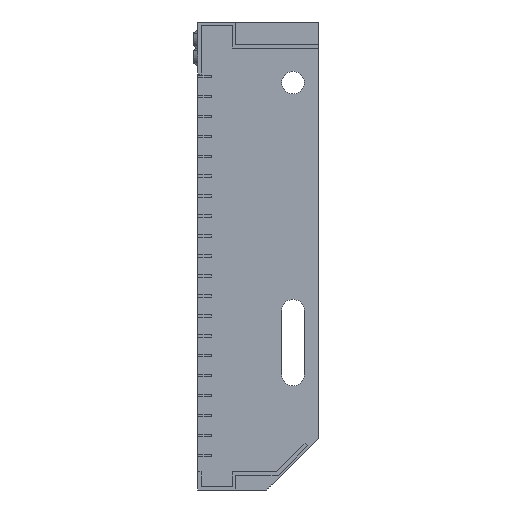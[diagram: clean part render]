
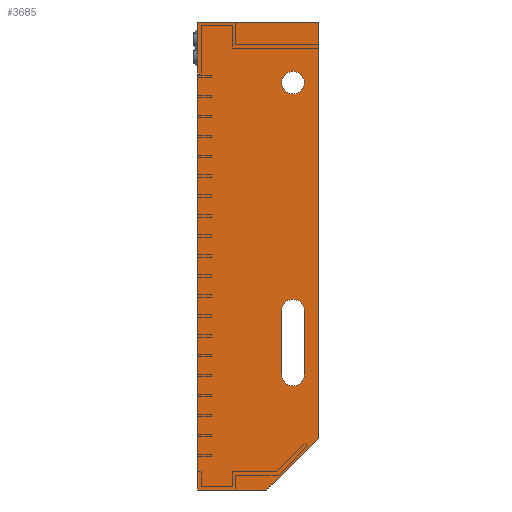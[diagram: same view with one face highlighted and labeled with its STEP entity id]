
A CAD part, left-side view. The second image highlights one B-rep face of the part: STEP entity #3685.
In plain terms, the highlighted planar face has unit normal (-1, 0, 0).
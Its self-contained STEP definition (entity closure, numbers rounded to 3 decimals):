
#236 = VERTEX_POINT ( 'NONE', #4506 ) ;
#772 = VECTOR ( 'NONE', #40700, 1000. ) ;
#933 = DIRECTION ( 'NONE',  ( 1., 0., 0. ) ) ;
#2342 = AXIS2_PLACEMENT_3D ( 'NONE', #23745, #33755, #27273 ) ;
#3182 = DIRECTION ( 'NONE',  ( 0., 0., 1. ) ) ;
#3276 = VECTOR ( 'NONE', #4753, 1000. ) ;
#3645 = CARTESIAN_POINT ( 'NONE',  ( -700., 15., -41.5 ) ) ;
#3685 = ADVANCED_FACE ( 'NONE', ( #35368, #33351, #24775 ), #16874, .F. ) ;
#3857 = CARTESIAN_POINT ( 'NONE',  ( -700., 0., 0. ) ) ;
#4506 = CARTESIAN_POINT ( 'NONE',  ( -700., 21.5, -166.5 ) ) ;
#4753 = DIRECTION ( 'NONE',  ( 0., 0., 1. ) ) ;
#4840 = EDGE_CURVE ( 'NONE', #12610, #14637, #18972, .T. ) ;
#5338 = EDGE_CURVE ( 'NONE', #12668, #28635, #25917, .T. ) ;
#5386 = CARTESIAN_POINT ( 'NONE',  ( -700., 30., -270. ) ) ;
#5659 = EDGE_CURVE ( 'NONE', #6497, #22108, #35463, .T. ) ;
#5819 = ORIENTED_EDGE ( 'NONE', *, *, #35174, .F. ) ;
#5867 = VECTOR ( 'NONE', #37097, 1000. ) ;
#6497 = VERTEX_POINT ( 'NONE', #3645 ) ;
#6750 = VERTEX_POINT ( 'NONE', #29843 ) ;
#6972 = VECTOR ( 'NONE', #15023, 1000. ) ;
#7053 = DIRECTION ( 'NONE',  ( 0., 0., 1. ) ) ;
#7549 = AXIS2_PLACEMENT_3D ( 'NONE', #28846, #28701, #19040 ) ;
#7889 = CARTESIAN_POINT ( 'NONE',  ( -700., 15., -210. ) ) ;
#7962 = ORIENTED_EDGE ( 'NONE', *, *, #39872, .T. ) ;
#8896 = AXIS2_PLACEMENT_3D ( 'NONE', #13259, #23072, #26174 ) ;
#10209 = DIRECTION ( 'NONE',  ( 0., 0., -1. ) ) ;
#10235 = LINE ( 'NONE', #21204, #772 ) ;
#10854 = CARTESIAN_POINT ( 'NONE',  ( -700., 70., -270. ) ) ;
#11297 = VERTEX_POINT ( 'NONE', #12700 ) ;
#11564 = ORIENTED_EDGE ( 'NONE', *, *, #22246, .F. ) ;
#11565 = ORIENTED_EDGE ( 'NONE', *, *, #23466, .F. ) ;
#11857 = EDGE_CURVE ( 'NONE', #236, #15202, #25233, .T. ) ;
#12610 = VERTEX_POINT ( 'NONE', #7889 ) ;
#12650 = LINE ( 'NONE', #13149, #26705 ) ;
#12668 = VERTEX_POINT ( 'NONE', #5386 ) ;
#12700 = CARTESIAN_POINT ( 'NONE',  ( -700., 0., 0. ) ) ;
#13149 = CARTESIAN_POINT ( 'NONE',  ( -700., 8.5, -166.5 ) ) ;
#13259 = CARTESIAN_POINT ( 'NONE',  ( -700., 15., -203.5 ) ) ;
#13695 = EDGE_CURVE ( 'NONE', #11297, #41570, #14470, .T. ) ;
#14027 = ORIENTED_EDGE ( 'NONE', *, *, #20429, .T. ) ;
#14273 = ORIENTED_EDGE ( 'NONE', *, *, #18540, .T. ) ;
#14470 = LINE ( 'NONE', #28243, #6972 ) ;
#14637 = VERTEX_POINT ( 'NONE', #29008 ) ;
#15023 = DIRECTION ( 'NONE',  ( 0., 0., -1. ) ) ;
#15108 = EDGE_LOOP ( 'NONE', ( #32110, #14027, #24674, #14273, #27240 ) ) ;
#15202 = VERTEX_POINT ( 'NONE', #28680 ) ;
#16461 = EDGE_LOOP ( 'NONE', ( #31771, #11564, #5819, #40533, #11565 ) ) ;
#16874 = PLANE ( 'NONE',  #29027 ) ;
#17896 = DIRECTION ( 'NONE',  ( 0., -1., 0. ) ) ;
#18540 = EDGE_CURVE ( 'NONE', #14637, #236, #36781, .T. ) ;
#18972 = CIRCLE ( 'NONE', #36580, 6.5 ) ;
#19040 = DIRECTION ( 'NONE',  ( 0., 0., -1. ) ) ;
#19681 = DIRECTION ( 'NONE',  ( 1., 0., 0. ) ) ;
#20243 = CARTESIAN_POINT ( 'NONE',  ( -700., 8.5, -203.5 ) ) ;
#20429 = EDGE_CURVE ( 'NONE', #36934, #12610, #36586, .T. ) ;
#21022 = DIRECTION ( 'NONE',  ( 0., 0., -1. ) ) ;
#21204 = CARTESIAN_POINT ( 'NONE',  ( -700., 30., -270. ) ) ;
#22108 = VERTEX_POINT ( 'NONE', #23218 ) ;
#22246 = EDGE_CURVE ( 'NONE', #6750, #11297, #29419, .T. ) ;
#22316 = ORIENTED_EDGE ( 'NONE', *, *, #5659, .T. ) ;
#22324 = LINE ( 'NONE', #26908, #3276 ) ;
#23072 = DIRECTION ( 'NONE',  ( 1., 0., 0. ) ) ;
#23218 = CARTESIAN_POINT ( 'NONE',  ( -700., 15., -28.5 ) ) ;
#23466 = EDGE_CURVE ( 'NONE', #41570, #12668, #10235, .T. ) ;
#23745 = CARTESIAN_POINT ( 'NONE',  ( -700., 15., -35. ) ) ;
#24225 = DIRECTION ( 'NONE',  ( 1., 0., 0. ) ) ;
#24674 = ORIENTED_EDGE ( 'NONE', *, *, #4840, .T. ) ;
#24775 = FACE_OUTER_BOUND ( 'NONE', #16461, .T. ) ;
#25228 = VECTOR ( 'NONE', #3182, 1000. ) ;
#25233 = CIRCLE ( 'NONE', #32832, 6.5 ) ;
#25917 = LINE ( 'NONE', #10854, #5867 ) ;
#26174 = DIRECTION ( 'NONE',  ( 0., 0., -1. ) ) ;
#26705 = VECTOR ( 'NONE', #10209, 1000. ) ;
#26908 = CARTESIAN_POINT ( 'NONE',  ( -700., 70., 0. ) ) ;
#27240 = ORIENTED_EDGE ( 'NONE', *, *, #11857, .T. ) ;
#27273 = DIRECTION ( 'NONE',  ( 0., 0., -1. ) ) ;
#28243 = CARTESIAN_POINT ( 'NONE',  ( -700., 0., -240. ) ) ;
#28554 = CARTESIAN_POINT ( 'NONE',  ( -700., 21.5, -203.5 ) ) ;
#28635 = VERTEX_POINT ( 'NONE', #35308 ) ;
#28680 = CARTESIAN_POINT ( 'NONE',  ( -700., 8.5, -166.5 ) ) ;
#28701 = DIRECTION ( 'NONE',  ( 1., 0., 0. ) ) ;
#28846 = CARTESIAN_POINT ( 'NONE',  ( -700., 15., -35. ) ) ;
#29008 = CARTESIAN_POINT ( 'NONE',  ( -700., 21.5, -203.5 ) ) ;
#29027 = AXIS2_PLACEMENT_3D ( 'NONE', #3857, #933, #7053 ) ;
#29419 = LINE ( 'NONE', #36965, #31929 ) ;
#29843 = CARTESIAN_POINT ( 'NONE',  ( -700., 70., 0. ) ) ;
#31771 = ORIENTED_EDGE ( 'NONE', *, *, #13695, .F. ) ;
#31929 = VECTOR ( 'NONE', #17896, 1000. ) ;
#32110 = ORIENTED_EDGE ( 'NONE', *, *, #37460, .T. ) ;
#32832 = AXIS2_PLACEMENT_3D ( 'NONE', #35689, #19681, #35281 ) ;
#33046 = CARTESIAN_POINT ( 'NONE',  ( -700., 0., -240. ) ) ;
#33351 = FACE_BOUND ( 'NONE', #39421, .T. ) ;
#33755 = DIRECTION ( 'NONE',  ( 1., 0., 0. ) ) ;
#35174 = EDGE_CURVE ( 'NONE', #28635, #6750, #22324, .T. ) ;
#35281 = DIRECTION ( 'NONE',  ( 0., 0., -1. ) ) ;
#35308 = CARTESIAN_POINT ( 'NONE',  ( -700., 70., -270. ) ) ;
#35368 = FACE_BOUND ( 'NONE', #15108, .T. ) ;
#35463 = CIRCLE ( 'NONE', #7549, 6.5 ) ;
#35689 = CARTESIAN_POINT ( 'NONE',  ( -700., 15., -166.5 ) ) ;
#36580 = AXIS2_PLACEMENT_3D ( 'NONE', #37293, #24225, #21022 ) ;
#36586 = CIRCLE ( 'NONE', #8896, 6.5 ) ;
#36781 = LINE ( 'NONE', #28554, #25228 ) ;
#36934 = VERTEX_POINT ( 'NONE', #20243 ) ;
#36965 = CARTESIAN_POINT ( 'NONE',  ( -700., 0., 0. ) ) ;
#37097 = DIRECTION ( 'NONE',  ( 0., 1., 0. ) ) ;
#37293 = CARTESIAN_POINT ( 'NONE',  ( -700., 15., -203.5 ) ) ;
#37460 = EDGE_CURVE ( 'NONE', #15202, #36934, #12650, .T. ) ;
#39421 = EDGE_LOOP ( 'NONE', ( #22316, #7962 ) ) ;
#39734 = CIRCLE ( 'NONE', #2342, 6.5 ) ;
#39872 = EDGE_CURVE ( 'NONE', #22108, #6497, #39734, .T. ) ;
#40533 = ORIENTED_EDGE ( 'NONE', *, *, #5338, .F. ) ;
#40700 = DIRECTION ( 'NONE',  ( 0., 0.707, -0.707 ) ) ;
#41570 = VERTEX_POINT ( 'NONE', #33046 ) ;
